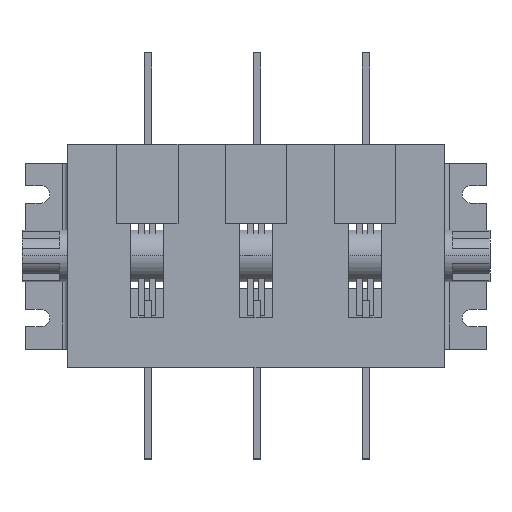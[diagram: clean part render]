
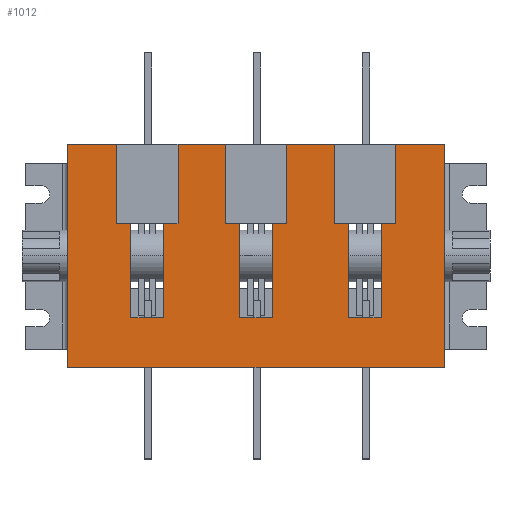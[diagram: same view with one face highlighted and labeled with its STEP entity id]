
A CAD part, top view. The second image highlights one B-rep face of the part: STEP entity #1012.
In plain terms, the highlighted planar face has unit normal (0, 0, 1).
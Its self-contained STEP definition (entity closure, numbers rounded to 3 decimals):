
#15 = VECTOR ( 'NONE', #7108, 1000. ) ;
#55 = LINE ( 'NONE', #2776, #4316 ) ;
#103 = CARTESIAN_POINT ( 'NONE',  ( -76., -90., 0. ) ) ;
#133 = VERTEX_POINT ( 'NONE', #6478 ) ;
#226 = DIRECTION ( 'NONE',  ( 0., -1., 0. ) ) ;
#336 = CARTESIAN_POINT ( 'NONE',  ( -6.5, -20., 0. ) ) ;
#680 = ORIENTED_EDGE ( 'NONE', *, *, #6856, .T. ) ;
#689 = CARTESIAN_POINT ( 'NONE',  ( 76., 0., 0. ) ) ;
#786 = VERTEX_POINT ( 'NONE', #4450 ) ;
#798 = EDGE_CURVE ( 'NONE', #3897, #2237, #7528, .T. ) ;
#839 = VECTOR ( 'NONE', #4077, 1000. ) ;
#889 = ORIENTED_EDGE ( 'NONE', *, *, #2653, .F. ) ;
#954 = CARTESIAN_POINT ( 'NONE',  ( 37.5, -20., 0. ) ) ;
#977 = VERTEX_POINT ( 'NONE', #2224 ) ;
#1012 = ADVANCED_FACE ( 'NONE', ( #4064, #5113, #4279, #6867 ), #7497, .T. ) ;
#1098 = CARTESIAN_POINT ( 'NONE',  ( 50.5, -70., 0. ) ) ;
#1184 = CARTESIAN_POINT ( 'NONE',  ( -37.5, -70., 0. ) ) ;
#1244 = EDGE_CURVE ( 'NONE', #5166, #4087, #5409, .T. ) ;
#1272 = VECTOR ( 'NONE', #1810, 1000. ) ;
#1309 = ORIENTED_EDGE ( 'NONE', *, *, #798, .T. ) ;
#1400 = CARTESIAN_POINT ( 'NONE',  ( -50.5, -70., 0. ) ) ;
#1450 = CARTESIAN_POINT ( 'NONE',  ( 37.5, -70., 0. ) ) ;
#1454 = LINE ( 'NONE', #7995, #3732 ) ;
#1518 = DIRECTION ( 'NONE',  ( 0., -1., 0. ) ) ;
#1550 = EDGE_CURVE ( 'NONE', #786, #2717, #7366, .T. ) ;
#1565 = DIRECTION ( 'NONE',  ( -1., 0., 0. ) ) ;
#1569 = LINE ( 'NONE', #103, #839 ) ;
#1774 = VECTOR ( 'NONE', #6402, 1000. ) ;
#1775 = CARTESIAN_POINT ( 'NONE',  ( 6.5, -70., 0. ) ) ;
#1810 = DIRECTION ( 'NONE',  ( 0., -1., 0. ) ) ;
#1829 = CARTESIAN_POINT ( 'NONE',  ( 37.5, -70., 0. ) ) ;
#2009 = EDGE_CURVE ( 'NONE', #133, #8055, #7669, .T. ) ;
#2029 = ORIENTED_EDGE ( 'NONE', *, *, #2009, .F. ) ;
#2116 = EDGE_CURVE ( 'NONE', #2237, #977, #55, .T. ) ;
#2224 = CARTESIAN_POINT ( 'NONE',  ( -76., -90., 0. ) ) ;
#2237 = VERTEX_POINT ( 'NONE', #3796 ) ;
#2240 = DIRECTION ( 'NONE',  ( 1., 0., 0. ) ) ;
#2410 = VERTEX_POINT ( 'NONE', #8091 ) ;
#2413 = LINE ( 'NONE', #6309, #15 ) ;
#2587 = CARTESIAN_POINT ( 'NONE',  ( -76., 0., 0. ) ) ;
#2653 = EDGE_CURVE ( 'NONE', #3989, #4368, #2413, .T. ) ;
#2706 = EDGE_CURVE ( 'NONE', #2717, #3989, #2816, .T. ) ;
#2717 = VERTEX_POINT ( 'NONE', #336 ) ;
#2776 = CARTESIAN_POINT ( 'NONE',  ( -76., 0., 0. ) ) ;
#2786 = LINE ( 'NONE', #1450, #4654 ) ;
#2816 = LINE ( 'NONE', #2998, #5197 ) ;
#2892 = EDGE_LOOP ( 'NONE', ( #3619, #6481, #680, #1309 ) ) ;
#2943 = ORIENTED_EDGE ( 'NONE', *, *, #2706, .F. ) ;
#2964 = EDGE_LOOP ( 'NONE', ( #2943, #6906, #6336, #889 ) ) ;
#2998 = CARTESIAN_POINT ( 'NONE',  ( -6.5, -70., 0. ) ) ;
#3117 = CARTESIAN_POINT ( 'NONE',  ( 76., -90., 0. ) ) ;
#3259 = ORIENTED_EDGE ( 'NONE', *, *, #4829, .F. ) ;
#3267 = DIRECTION ( 'NONE',  ( -1., 0., 0. ) ) ;
#3335 = EDGE_CURVE ( 'NONE', #2410, #133, #8119, .T. ) ;
#3487 = AXIS2_PLACEMENT_3D ( 'NONE', #6845, #6088, #2240 ) ;
#3581 = VERTEX_POINT ( 'NONE', #1098 ) ;
#3619 = ORIENTED_EDGE ( 'NONE', *, *, #2116, .T. ) ;
#3642 = LINE ( 'NONE', #5711, #4150 ) ;
#3732 = VECTOR ( 'NONE', #7242, 1000. ) ;
#3796 = CARTESIAN_POINT ( 'NONE',  ( -76., 0., 0. ) ) ;
#3832 = ORIENTED_EDGE ( 'NONE', *, *, #4760, .F. ) ;
#3897 = VERTEX_POINT ( 'NONE', #4212 ) ;
#3989 = VERTEX_POINT ( 'NONE', #5001 ) ;
#4064 = FACE_BOUND ( 'NONE', #5882, .T. ) ;
#4073 = CARTESIAN_POINT ( 'NONE',  ( 6.5, -70., 0. ) ) ;
#4077 = DIRECTION ( 'NONE',  ( 1., 0., 0. ) ) ;
#4087 = VERTEX_POINT ( 'NONE', #8490 ) ;
#4108 = VECTOR ( 'NONE', #1518, 1000. ) ;
#4150 = VECTOR ( 'NONE', #6369, 1000. ) ;
#4212 = CARTESIAN_POINT ( 'NONE',  ( 76., 0., 0. ) ) ;
#4279 = FACE_BOUND ( 'NONE', #2964, .T. ) ;
#4282 = VECTOR ( 'NONE', #6031, 1000. ) ;
#4316 = VECTOR ( 'NONE', #226, 1000. ) ;
#4368 = VERTEX_POINT ( 'NONE', #4073 ) ;
#4450 = CARTESIAN_POINT ( 'NONE',  ( 6.5, -20., 0. ) ) ;
#4654 = VECTOR ( 'NONE', #6765, 1000. ) ;
#4668 = EDGE_LOOP ( 'NONE', ( #8519, #3259, #3832, #5893 ) ) ;
#4687 = LINE ( 'NONE', #1400, #4282 ) ;
#4728 = VERTEX_POINT ( 'NONE', #3117 ) ;
#4760 = EDGE_CURVE ( 'NONE', #5268, #7667, #7416, .T. ) ;
#4829 = EDGE_CURVE ( 'NONE', #7667, #5166, #1454, .T. ) ;
#5001 = CARTESIAN_POINT ( 'NONE',  ( -6.5, -70., 0. ) ) ;
#5113 = FACE_BOUND ( 'NONE', #4668, .T. ) ;
#5122 = DIRECTION ( 'NONE',  ( 0., 1., 0. ) ) ;
#5138 = CARTESIAN_POINT ( 'NONE',  ( -37.5, -70., 0. ) ) ;
#5166 = VERTEX_POINT ( 'NONE', #6443 ) ;
#5197 = VECTOR ( 'NONE', #7160, 1000. ) ;
#5268 = VERTEX_POINT ( 'NONE', #5138 ) ;
#5280 = VECTOR ( 'NONE', #8135, 1000. ) ;
#5406 = VECTOR ( 'NONE', #5408, 1000. ) ;
#5408 = DIRECTION ( 'NONE',  ( 0., 1., 0. ) ) ;
#5409 = LINE ( 'NONE', #5774, #1272 ) ;
#5457 = CARTESIAN_POINT ( 'NONE',  ( -37.5, -20., 0. ) ) ;
#5657 = VECTOR ( 'NONE', #5122, 1000. ) ;
#5711 = CARTESIAN_POINT ( 'NONE',  ( 50.5, -70., 0. ) ) ;
#5769 = EDGE_CURVE ( 'NONE', #4087, #5268, #4687, .T. ) ;
#5774 = CARTESIAN_POINT ( 'NONE',  ( -50.5, -70., 0. ) ) ;
#5882 = EDGE_LOOP ( 'NONE', ( #2029, #7469, #6114, #5884 ) ) ;
#5884 = ORIENTED_EDGE ( 'NONE', *, *, #7445, .F. ) ;
#5893 = ORIENTED_EDGE ( 'NONE', *, *, #5769, .F. ) ;
#6031 = DIRECTION ( 'NONE',  ( 1., 0., 0. ) ) ;
#6088 = DIRECTION ( 'NONE',  ( 0., 0., 1. ) ) ;
#6114 = ORIENTED_EDGE ( 'NONE', *, *, #6689, .F. ) ;
#6309 = CARTESIAN_POINT ( 'NONE',  ( -6.5, -70., 0. ) ) ;
#6313 = VECTOR ( 'NONE', #1565, 1000. ) ;
#6336 = ORIENTED_EDGE ( 'NONE', *, *, #7503, .F. ) ;
#6369 = DIRECTION ( 'NONE',  ( 0., 1., 0. ) ) ;
#6402 = DIRECTION ( 'NONE',  ( 0., 1., 0. ) ) ;
#6443 = CARTESIAN_POINT ( 'NONE',  ( -50.5, -20., 0. ) ) ;
#6478 = CARTESIAN_POINT ( 'NONE',  ( 37.5, -20., 0. ) ) ;
#6481 = ORIENTED_EDGE ( 'NONE', *, *, #7186, .T. ) ;
#6652 = CARTESIAN_POINT ( 'NONE',  ( -6.5, -20., 0. ) ) ;
#6689 = EDGE_CURVE ( 'NONE', #3581, #2410, #3642, .T. ) ;
#6765 = DIRECTION ( 'NONE',  ( 1., 0., 0. ) ) ;
#6845 = CARTESIAN_POINT ( 'NONE',  ( 0., 0., 0. ) ) ;
#6856 = EDGE_CURVE ( 'NONE', #4728, #3897, #8164, .T. ) ;
#6867 = FACE_OUTER_BOUND ( 'NONE', #2892, .T. ) ;
#6906 = ORIENTED_EDGE ( 'NONE', *, *, #1550, .F. ) ;
#7047 = LINE ( 'NONE', #1775, #1774 ) ;
#7108 = DIRECTION ( 'NONE',  ( 1., 0., 0. ) ) ;
#7160 = DIRECTION ( 'NONE',  ( 0., -1., 0. ) ) ;
#7186 = EDGE_CURVE ( 'NONE', #977, #4728, #1569, .T. ) ;
#7242 = DIRECTION ( 'NONE',  ( -1., 0., 0. ) ) ;
#7301 = VECTOR ( 'NONE', #3267, 1000. ) ;
#7366 = LINE ( 'NONE', #6652, #5280 ) ;
#7416 = LINE ( 'NONE', #1184, #5657 ) ;
#7445 = EDGE_CURVE ( 'NONE', #8055, #3581, #2786, .T. ) ;
#7469 = ORIENTED_EDGE ( 'NONE', *, *, #3335, .F. ) ;
#7497 = PLANE ( 'NONE',  #3487 ) ;
#7503 = EDGE_CURVE ( 'NONE', #4368, #786, #7047, .T. ) ;
#7528 = LINE ( 'NONE', #2587, #7301 ) ;
#7667 = VERTEX_POINT ( 'NONE', #5457 ) ;
#7669 = LINE ( 'NONE', #8107, #4108 ) ;
#7995 = CARTESIAN_POINT ( 'NONE',  ( -50.5, -20., 0. ) ) ;
#8055 = VERTEX_POINT ( 'NONE', #1829 ) ;
#8091 = CARTESIAN_POINT ( 'NONE',  ( 50.5, -20., 0. ) ) ;
#8107 = CARTESIAN_POINT ( 'NONE',  ( 37.5, -70., 0. ) ) ;
#8119 = LINE ( 'NONE', #954, #6313 ) ;
#8135 = DIRECTION ( 'NONE',  ( -1., 0., 0. ) ) ;
#8164 = LINE ( 'NONE', #689, #5406 ) ;
#8490 = CARTESIAN_POINT ( 'NONE',  ( -50.5, -70., 0. ) ) ;
#8519 = ORIENTED_EDGE ( 'NONE', *, *, #1244, .F. ) ;
